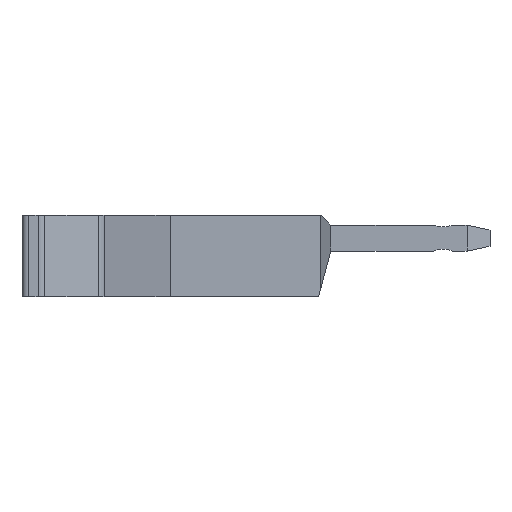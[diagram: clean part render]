
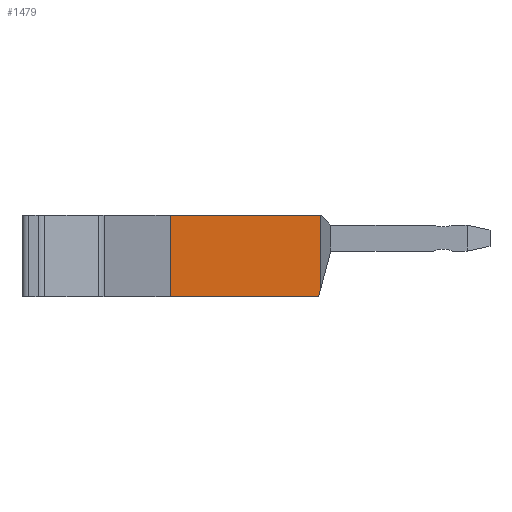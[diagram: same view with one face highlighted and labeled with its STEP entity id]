
A CAD part, left-side view. The second image highlights one B-rep face of the part: STEP entity #1479.
In plain terms, the highlighted planar face has unit normal (-1, 0, 0).
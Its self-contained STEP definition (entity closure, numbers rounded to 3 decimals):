
#292=DIRECTION('',(0.,-1.,0.));
#293=VECTOR('',#292,9.13);
#294=CARTESIAN_POINT('',(-0.5,5.28,-2.5));
#295=LINE('',#294,#293);
#300=DIRECTION('',(0.,0.259,-0.966));
#301=VECTOR('',#300,0.523);
#302=CARTESIAN_POINT('',(-0.5,-3.985,
-1.995));
#303=LINE('',#302,#301);
#304=DIRECTION('',(0.,0.,1.));
#305=VECTOR('',#304,5.);
#306=CARTESIAN_POINT('',(-0.5,5.28,-2.5));
#307=LINE('',#306,#305);
#704=DIRECTION('',(0.,0.,1.));
#705=VECTOR('',#704,4.495);
#706=CARTESIAN_POINT('',(-0.5,-3.985,
-1.995));
#707=LINE('',#706,#705);
#720=DIRECTION('',(0.,-1.,0.));
#721=VECTOR('',#720,9.265);
#722=CARTESIAN_POINT('',(-0.5,5.28,2.5));
#723=LINE('',#722,#721);
#1123=CARTESIAN_POINT('',(-0.5,5.28,-2.5));
#1124=VERTEX_POINT('',#1123);
#1251=CARTESIAN_POINT('',(-0.5,5.28,2.5));
#1252=VERTEX_POINT('',#1251);
#1253=CARTESIAN_POINT('',(-0.5,-3.985,2.5));
#1254=VERTEX_POINT('',#1253);
#1256=CARTESIAN_POINT('',(-0.5,-3.849,-2.5));
#1258=VERTEX_POINT('',#1256);
#1305=CARTESIAN_POINT('',(-0.5,-3.985,
-1.995));
#1306=VERTEX_POINT('',#1305);
#1464=CARTESIAN_POINT('',(-0.5,5.28,-2.5));
#1465=DIRECTION('',(-1.,0.,0.));
#1466=DIRECTION('',(0.,-1.,0.));
#1467=AXIS2_PLACEMENT_3D('',#1464,#1465,#1466);
#1468=PLANE('',#1467);
#1469=ORIENTED_EDGE('',*,*,#1451,.T.);
#1470=ORIENTED_EDGE('',*,*,#1440,.F.);
#1472=ORIENTED_EDGE('',*,*,#1471,.T.);
#1474=ORIENTED_EDGE('',*,*,#1473,.T.);
#1476=ORIENTED_EDGE('',*,*,#1475,.F.);
#1477=EDGE_LOOP('',(#1469,#1470,#1472,#1474,#1476));
#1478=FACE_OUTER_BOUND('',#1477,.F.);
#1440=EDGE_CURVE('',#1124,#1258,#295,.T.);
#1451=EDGE_CURVE('',#1306,#1258,#303,.T.);
#1471=EDGE_CURVE('',#1124,#1252,#307,.T.);
#1473=EDGE_CURVE('',#1252,#1254,#723,.T.);
#1475=EDGE_CURVE('',#1306,#1254,#707,.T.);
#1479=ADVANCED_FACE('',(#1478),#1468,.T.);
